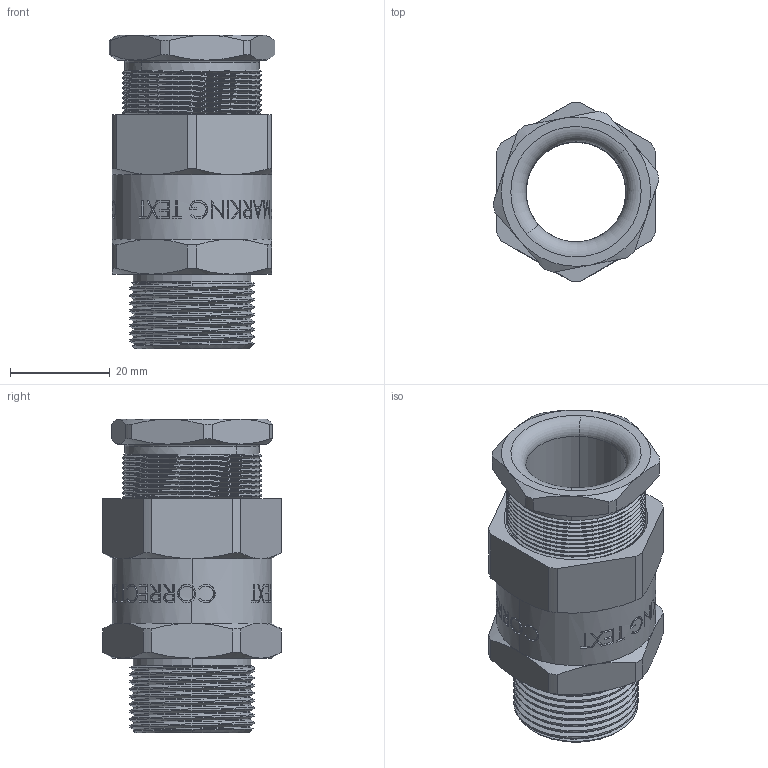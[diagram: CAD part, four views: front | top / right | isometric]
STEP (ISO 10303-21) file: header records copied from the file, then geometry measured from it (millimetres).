
FILE_DESCRIPTION (( 'STEP AP203' ), '1' );
FILE_NAME ('750A111421.STEP', '2022-03-22T07:39:04', ( '' ), ( '' ), 'SwSTEP 2.0', 'SolidWorks 2020', '' );
FILE_SCHEMA (( 'CONFIG_CONTROL_DESIGN' ));
Length unit declared in the file: millimetre
Products named in the file (6): 750A109734; 750A111421; O-Ring for M25_Juks 2; 750A109761; 750A106982; 750A108443
Assembly tree (5 placements, depth 2):
  750A111421
    750A108443
    750A109734
    750A106982
    750A109761
    O-Ring for M25_Juks 2
Bounding box: 33.32 x 35.95 x 63 mm (x, y, z)
Volume: 24347.7 mm3; surface area: 21168.9 mm2
Topology: 5 solids, 5 shells, 960 faces, 2583 edges, 1702 vertices
Faces by surface type: plane 343, bspline 294, cylinder 268, cone 47, torus 8
Entity records: 60264 total; most frequent: CARTESIAN_POINT 38896, ORIENTED_EDGE 5166, DIRECTION 3062, EDGE_CURVE 2583, VERTEX_POINT 1702, EDGE_LOOP 1039, LINE 1032, VECTOR 1032
